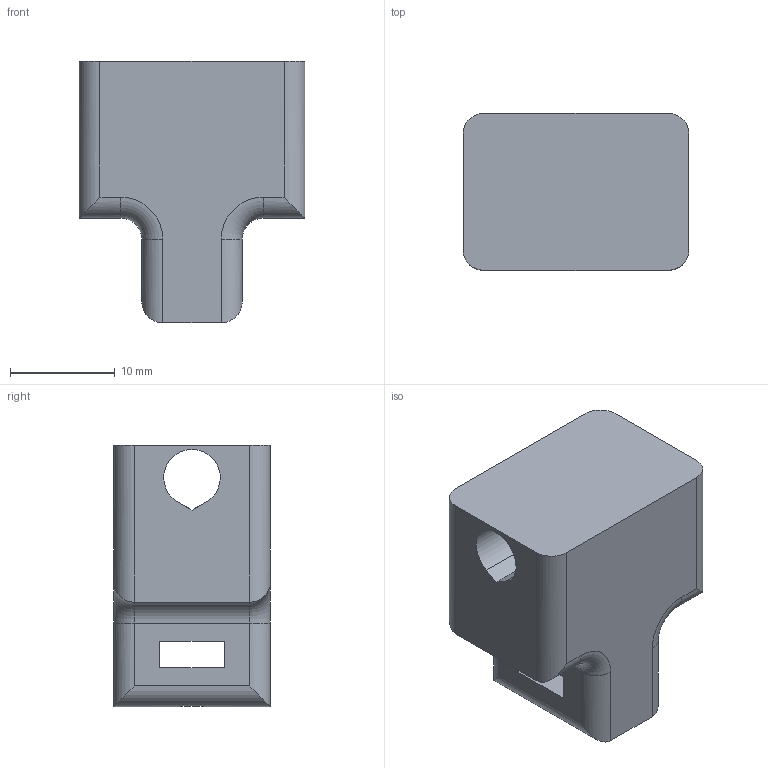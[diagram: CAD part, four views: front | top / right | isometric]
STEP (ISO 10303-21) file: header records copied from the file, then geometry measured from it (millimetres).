
FILE_DESCRIPTION(('FreeCAD Model'),'2;1');
FILE_NAME('Open CASCADE Shape Model','2025-01-28T17:57:36',('Author'),( ''),'Open CASCADE STEP processor 7.7','FreeCAD','Unknown');
FILE_SCHEMA(('AUTOMOTIVE_DESIGN { 1 0 10303 214 1 1 1 1 }'));
Length unit declared in the file: millimetre
Products named in the file (1): Top
Bounding box: 21.6 x 15 x 25 mm (x, y, z)
Volume: 5380.4 mm3; surface area: 2678.4 mm2
Topology: 1 solids, 1 shells, 43 faces, 112 edges, 69 vertices
Faces by surface type: plane 19, cylinder 19, torus 4, cone 1
Full cylindrical faces by diameter (mm): 3.4 x2
Entity records: 1465 total; most frequent: CARTESIAN_POINT 355, DIRECTION 233, ORIENTED_EDGE 224, EDGE_CURVE 112, AXIS2_PLACEMENT_3D 83, VERTEX_POINT 69, LINE 67, VECTOR 67
